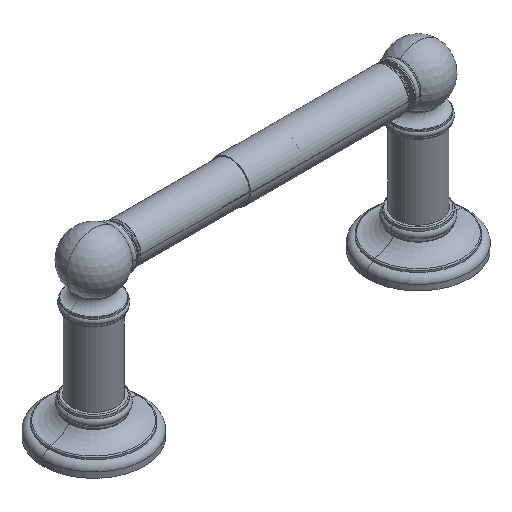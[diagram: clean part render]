
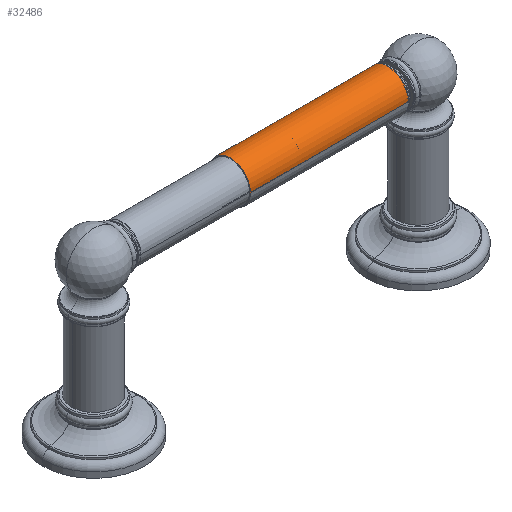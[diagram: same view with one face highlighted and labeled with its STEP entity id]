
A CAD part, isometric view. The second image highlights one B-rep face of the part: STEP entity #32486.
In plain terms, the highlighted cylindrical face has radius 10.16 mm (diameter 20.32 mm), a partial arc.
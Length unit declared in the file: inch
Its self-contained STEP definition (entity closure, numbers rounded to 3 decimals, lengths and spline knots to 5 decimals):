
#32080=CARTESIAN_POINT('',(3.11179,0.,0.));
#32081=DIRECTION('',(1.,0.,0.));
#32082=DIRECTION('',(0.,1.,0.));
#32083=AXIS2_PLACEMENT_3D('',#32080,#32081,#32082);
#32085=DIRECTION('',(-1.,0.,0.));
#32086=VECTOR('',#32085,3.11179);
#32087=CARTESIAN_POINT('',(3.11179,0.4,0.));
#32088=LINE('',#32087,#32086);
#32089=DIRECTION('',(-1.,0.,0.));
#32090=VECTOR('',#32089,3.11179);
#32091=CARTESIAN_POINT('',(3.11179,-0.4,0.));
#32092=LINE('',#32091,#32090);
#32103=CARTESIAN_POINT('',(0.,0.,0.));
#32104=DIRECTION('',(1.,0.,0.));
#32105=DIRECTION('',(0.,1.,0.));
#32106=AXIS2_PLACEMENT_3D('',#32103,#32104,#32105);
#32256=CARTESIAN_POINT('',(3.11179,0.4,0.));
#32257=CARTESIAN_POINT('',(0.,0.4,0.));
#32258=VERTEX_POINT('',#32256);
#32259=VERTEX_POINT('',#32257);
#32266=CARTESIAN_POINT('',(3.11179,-0.4,0.));
#32267=CARTESIAN_POINT('',(0.,-0.4,0.));
#32268=VERTEX_POINT('',#32266);
#32269=VERTEX_POINT('',#32267);
#32472=CARTESIAN_POINT('',(-0.1755,0.,0.));
#32473=DIRECTION('',(1.,0.,0.));
#32474=DIRECTION('',(0.,-1.,0.));
#32475=AXIS2_PLACEMENT_3D('',#32472,#32473,#32474);
#32476=CYLINDRICAL_SURFACE('',#32475,0.4);
#32478=ORIENTED_EDGE('',*,*,#32477,.F.);
#32479=ORIENTED_EDGE('',*,*,#32467,.T.);
#32481=ORIENTED_EDGE('',*,*,#32480,.T.);
#32483=ORIENTED_EDGE('',*,*,#32482,.F.);
#32484=EDGE_LOOP('',(#32478,#32479,#32481,#32483));
#32485=FACE_OUTER_BOUND('',#32484,.F.);
#32486=ADVANCED_FACE('',(#32485),#32476,.T.);
#32084=CIRCLE('',#32083,0.4);
#32107=CIRCLE('',#32106,0.4);
#32467=EDGE_CURVE('',#32258,#32268,#32084,.T.);
#32477=EDGE_CURVE('',#32258,#32259,#32088,.T.);
#32480=EDGE_CURVE('',#32268,#32269,#32092,.T.);
#32482=EDGE_CURVE('',#32259,#32269,#32107,.T.);
